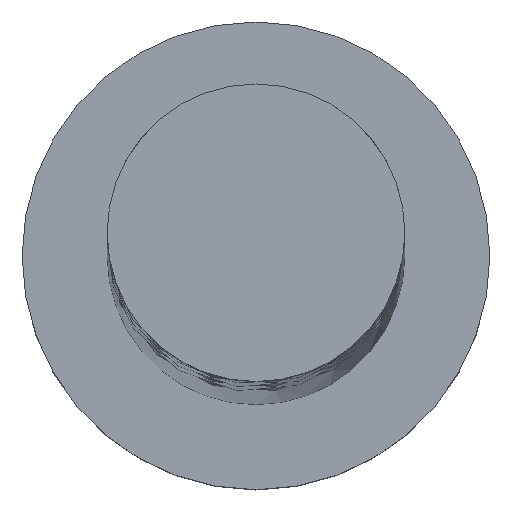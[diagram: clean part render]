
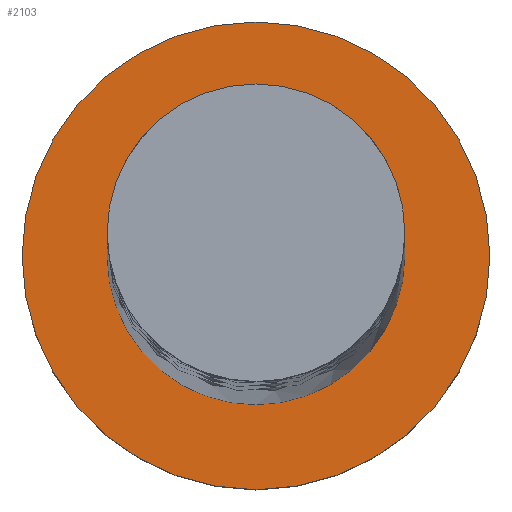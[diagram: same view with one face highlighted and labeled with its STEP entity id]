
A CAD part, top view. The second image highlights one B-rep face of the part: STEP entity #2103.
In plain terms, the highlighted planar face has unit normal (0, 0, 1).
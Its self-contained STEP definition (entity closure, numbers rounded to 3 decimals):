
#75 = EDGE_CURVE ( 'NONE', #887, #2178, #932, .T. ) ;
#138 = DIRECTION ( 'NONE',  ( 0., 0., 1. ) ) ;
#151 = AXIS2_PLACEMENT_3D ( 'NONE', #1404, #387, #1064 ) ;
#307 = CARTESIAN_POINT ( 'NONE',  ( -7., 0., 7. ) ) ;
#312 = CARTESIAN_POINT ( 'NONE',  ( 0., 0., 7. ) ) ;
#324 = CARTESIAN_POINT ( 'NONE',  ( 0., 0., 7. ) ) ;
#387 = DIRECTION ( 'NONE',  ( 0., 0., 1. ) ) ;
#456 = DIRECTION ( 'NONE',  ( 0., 0., 1. ) ) ;
#465 = EDGE_CURVE ( 'NONE', #2178, #887, #1366, .T. ) ;
#467 = EDGE_CURVE ( 'NONE', #1178, #1774, #1986, .T. ) ;
#471 = CARTESIAN_POINT ( 'NONE',  ( 0., 0., 7. ) ) ;
#576 = ORIENTED_EDGE ( 'NONE', *, *, #75, .F. ) ;
#651 = AXIS2_PLACEMENT_3D ( 'NONE', #324, #138, #1328 ) ;
#721 = PLANE ( 'NONE',  #151 ) ;
#870 = CARTESIAN_POINT ( 'NONE',  ( 11., 0., 7. ) ) ;
#887 = VERTEX_POINT ( 'NONE', #307 ) ;
#932 = CIRCLE ( 'NONE', #1681, 7. ) ;
#975 = CARTESIAN_POINT ( 'NONE',  ( 7., 0., 7. ) ) ;
#1064 = DIRECTION ( 'NONE',  ( 1., 0., 0. ) ) ;
#1085 = EDGE_LOOP ( 'NONE', ( #2105, #2115 ) ) ;
#1127 = ORIENTED_EDGE ( 'NONE', *, *, #465, .F. ) ;
#1128 = DIRECTION ( 'NONE',  ( 1., 0., 0. ) ) ;
#1143 = DIRECTION ( 'NONE',  ( 0., 0., 1. ) ) ;
#1178 = VERTEX_POINT ( 'NONE', #870 ) ;
#1293 = DIRECTION ( 'NONE',  ( 1., 0., 0. ) ) ;
#1302 = CARTESIAN_POINT ( 'NONE',  ( 0., 0., 7. ) ) ;
#1328 = DIRECTION ( 'NONE',  ( 1., 0., 0. ) ) ;
#1366 = CIRCLE ( 'NONE', #1961, 7. ) ;
#1404 = CARTESIAN_POINT ( 'NONE',  ( 0., 0., 7. ) ) ;
#1465 = DIRECTION ( 'NONE',  ( 0., 0., 1. ) ) ;
#1616 = AXIS2_PLACEMENT_3D ( 'NONE', #312, #1465, #1293 ) ;
#1632 = CARTESIAN_POINT ( 'NONE',  ( -11., 0., 7. ) ) ;
#1666 = DIRECTION ( 'NONE',  ( 1., 0., 0. ) ) ;
#1681 = AXIS2_PLACEMENT_3D ( 'NONE', #1302, #456, #1128 ) ;
#1774 = VERTEX_POINT ( 'NONE', #1632 ) ;
#1832 = EDGE_LOOP ( 'NONE', ( #576, #1127 ) ) ;
#1876 = EDGE_CURVE ( 'NONE', #1774, #1178, #1962, .T. ) ;
#1899 = FACE_OUTER_BOUND ( 'NONE', #1085, .T. ) ;
#1909 = FACE_BOUND ( 'NONE', #1832, .T. ) ;
#1961 = AXIS2_PLACEMENT_3D ( 'NONE', #471, #1143, #1666 ) ;
#1962 = CIRCLE ( 'NONE', #1616, 11. ) ;
#1986 = CIRCLE ( 'NONE', #651, 11. ) ;
#2103 = ADVANCED_FACE ( 'NONE', ( #1909, #1899 ), #721, .T. ) ;
#2105 = ORIENTED_EDGE ( 'NONE', *, *, #1876, .T. ) ;
#2115 = ORIENTED_EDGE ( 'NONE', *, *, #467, .T. ) ;
#2178 = VERTEX_POINT ( 'NONE', #975 ) ;
